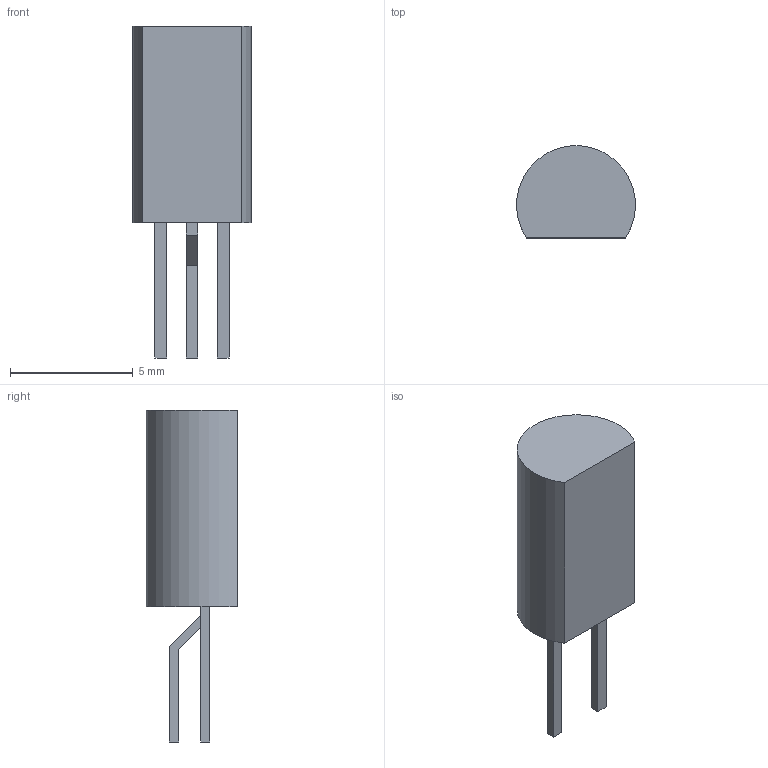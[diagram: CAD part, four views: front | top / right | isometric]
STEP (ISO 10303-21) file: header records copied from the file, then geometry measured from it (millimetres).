
FILE_DESCRIPTION(('FreeCAD Model'),'2;1');
FILE_NAME('TO-92L_Narrow.step','2017-11-28T22:50:44',('kicad StepUp'),('ksu MCAD'), 'Open CASCADE STEP processor 6.8','FreeCAD','Unknown');
FILE_SCHEMA(('AUTOMOTIVE_DESIGN_CC2 { 1 2 10303 214 -1 1 5 4 }'));
Length unit declared in the file: millimetre
Products named in the file (1): TO-92L_Narrow
Bounding box: 4.82 x 3.74 x 13.5 mm (x, y, z)
Volume: 125.1 mm3; surface area: 175.2 mm2
Topology: 1 solids, 1 shells, 23 faces, 54 edges, 36 vertices
Faces by surface type: plane 22, cylinder 1
Entity records: 470 total; most frequent: ORIENTED_EDGE 78, EDGE_CURVE 54, LINE 52, CARTESIAN_POINT 39, VERTEX_POINT 36, AXIS2_PLACEMENT_3D 26, FACE_BOUND 26, EDGE_LOOP 26
